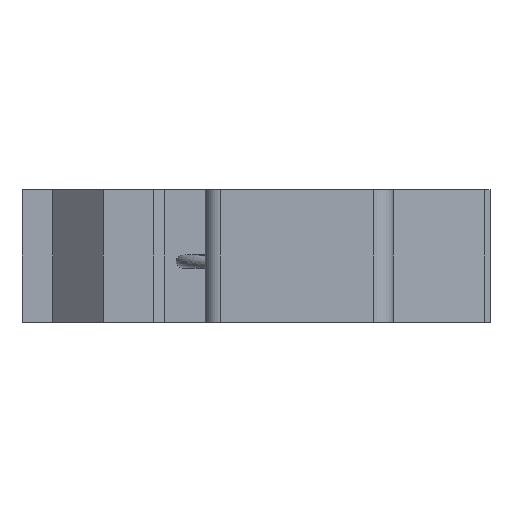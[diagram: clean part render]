
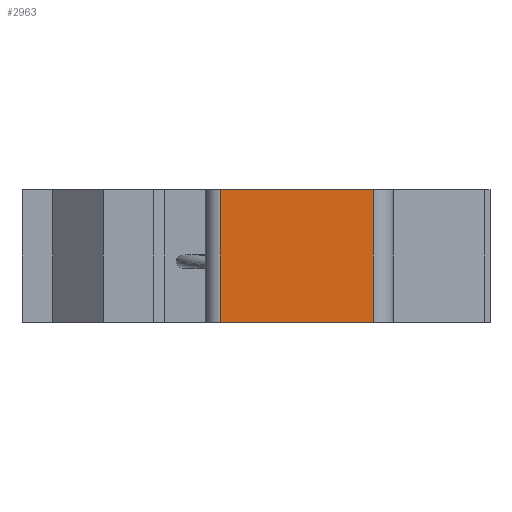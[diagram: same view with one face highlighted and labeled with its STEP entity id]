
A CAD part, front view. The second image highlights one B-rep face of the part: STEP entity #2963.
In plain terms, the highlighted planar face has unit normal (0, -1, 0).
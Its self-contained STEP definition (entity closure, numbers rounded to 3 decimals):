
#114=LINE('',#4085,#354);
#151=LINE('',#4177,#391);
#152=LINE('',#4179,#392);
#153=LINE('',#4181,#393);
#354=VECTOR('',#3468,1000.);
#391=VECTOR('',#3537,1000.);
#392=VECTOR('',#3540,1000.);
#393=VECTOR('',#3541,1000.);
#804=ORIENTED_EDGE('',*,*,#1269,.F.);
#805=ORIENTED_EDGE('',*,*,#1315,.F.);
#806=ORIENTED_EDGE('',*,*,#1316,.T.);
#807=ORIENTED_EDGE('',*,*,#1317,.T.);
#1269=EDGE_CURVE('',#1546,#1547,#114,.T.);
#1315=EDGE_CURVE('',#1585,#1546,#151,.T.);
#1316=EDGE_CURVE('',#1585,#1586,#152,.T.);
#1317=EDGE_CURVE('',#1586,#1547,#153,.T.);
#1546=VERTEX_POINT('',#4084);
#1547=VERTEX_POINT('',#4086);
#1585=VERTEX_POINT('',#4176);
#1586=VERTEX_POINT('',#4180);
#1788=EDGE_LOOP('',(#804,#805,#806,#807));
#1926=FACE_BOUND('',#1788,.T.);
#2040=PLANE('',#3132);
#2963=ADVANCED_FACE('',(#1926),#2040,.T.);
#3132=AXIS2_PLACEMENT_3D('',#4178,#3538,#3539);
#3468=DIRECTION('',(-1.,0.,0.));
#3537=DIRECTION('',(0.,0.,-1.));
#3538=DIRECTION('',(0.,-1.,0.));
#3539=DIRECTION('',(0.,0.,-1.));
#3540=DIRECTION('',(-1.,0.,0.));
#3541=DIRECTION('',(0.,0.,-1.));
#4084=CARTESIAN_POINT('',(11.5,-21.,0.));
#4085=CARTESIAN_POINT('',(11.5,-21.,0.));
#4086=CARTESIAN_POINT('',(-3.5,-21.,0.));
#4176=CARTESIAN_POINT('',(11.5,-21.,13.));
#4177=CARTESIAN_POINT('',(11.5,-21.,13.));
#4178=CARTESIAN_POINT('',(11.5,-21.,13.));
#4179=CARTESIAN_POINT('',(11.5,-21.,13.));
#4180=CARTESIAN_POINT('',(-3.5,-21.,13.));
#4181=CARTESIAN_POINT('',(-3.5,-21.,13.));
